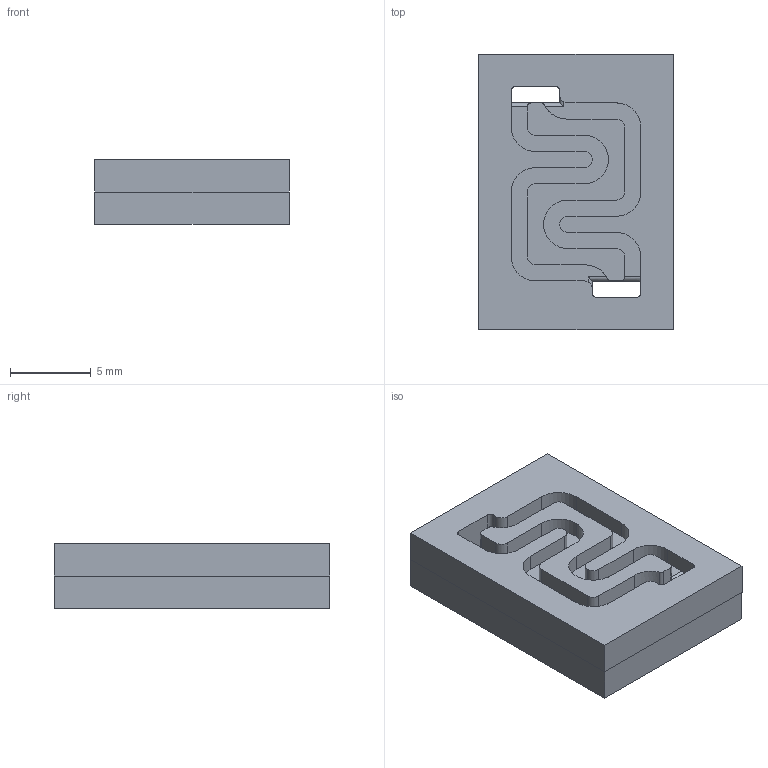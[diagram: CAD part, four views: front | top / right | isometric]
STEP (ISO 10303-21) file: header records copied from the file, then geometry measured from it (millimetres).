
FILE_DESCRIPTION (( 'STEP AP214' ), '1' );
FILE_NAME ('square_small_comb_v3.STEP', '2024-12-12T11:05:48', ( '' ), ( '' ), 'SwSTEP 2.0', 'SolidWorks 2023', '' );
FILE_SCHEMA (( 'AUTOMOTIVE_DESIGN' ));
Length unit declared in the file: millimetre
Products named in the file (3): square_small; square_small_comb_v3; square small headplate
Assembly tree (2 placements, depth 2):
  square_small_comb_v3
    square_small
    square small headplate
Bounding box: 12 x 17 x 4 mm (x, y, z)
Volume: 745.1 mm3; surface area: 1175.6 mm2
Topology: 2 solids, 2 shells, 91 faces, 260 edges, 172 vertices
Faces by surface type: plane 49, cylinder 42
Entity records: 3084 total; most frequent: CARTESIAN_POINT 562, ORIENTED_EDGE 520, DIRECTION 512, EDGE_CURVE 260, VECTOR 180, LINE 180, VERTEX_POINT 172, AXIS2_PLACEMENT_3D 166
